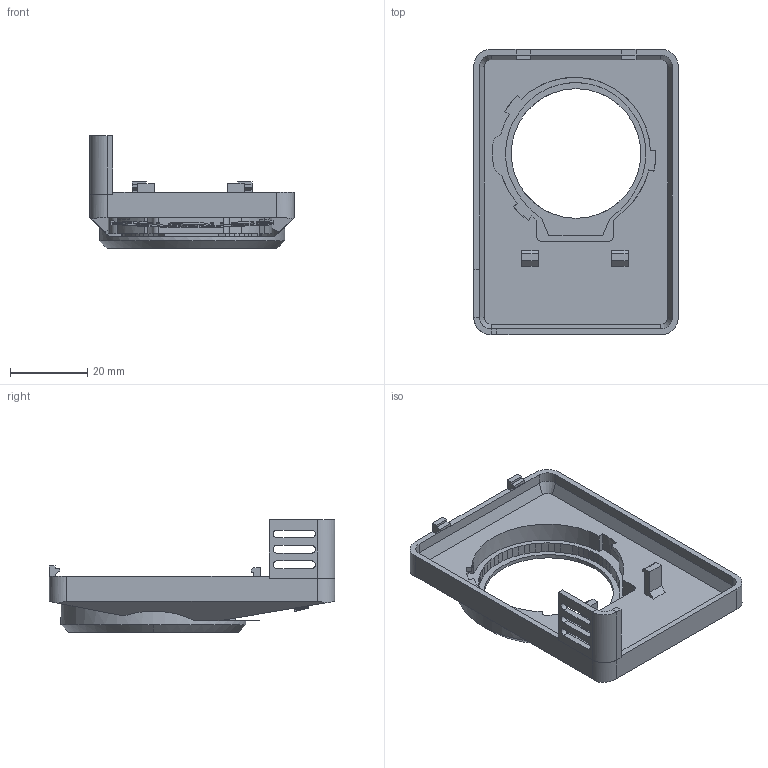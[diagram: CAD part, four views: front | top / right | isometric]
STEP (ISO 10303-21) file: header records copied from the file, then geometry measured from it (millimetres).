
FILE_DESCRIPTION(/* description */ (''),/* implementation_level */ '2;1');
FILE_NAME(/* name */ '经典款-Classic.stp',/* time_stamp */ '2024-09-26T14:24:49+08:00',/* author */ (''),/* organization */ (''),/* preprocessor_version */ 'ST-DEVELOPER v18.102',/* originating_system */ 'SIEMENS PLM Software NX2206.1700',/* authorisation */ '');
FILE_SCHEMA (('AUTOMOTIVE_DESIGN { 1 0 10303 214 3 1 1 1 }'));
Length unit declared in the file: millimetre
Products named in the file (1): 方案2_stp
Bounding box: 53.01 x 74 x 29.21 mm (x, y, z)
Volume: 14213.1 mm3; surface area: 11668 mm2
Topology: 1 solids, 1 shells, 332 faces, 934 edges, 613 vertices
Faces by surface type: plane 263, cylinder 58, cone 6, bspline 5
Full cylindrical faces by diameter (mm): 33.6 x1, 47.981 x1
Entity records: 11298 total; most frequent: CARTESIAN_POINT 3827, ORIENTED_EDGE 1864, DIRECTION 1112, EDGE_CURVE 932, VERTEX_POINT 613, B_SPLINE_CURVE_WITH_KNOTS 416, AXIS2_PLACEMENT_3D 378, LINE 356
